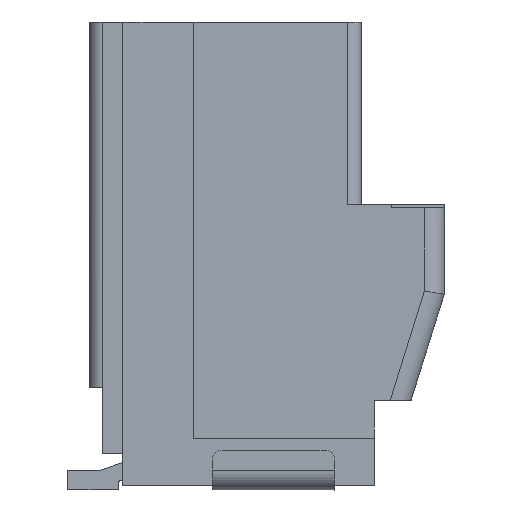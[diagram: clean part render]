
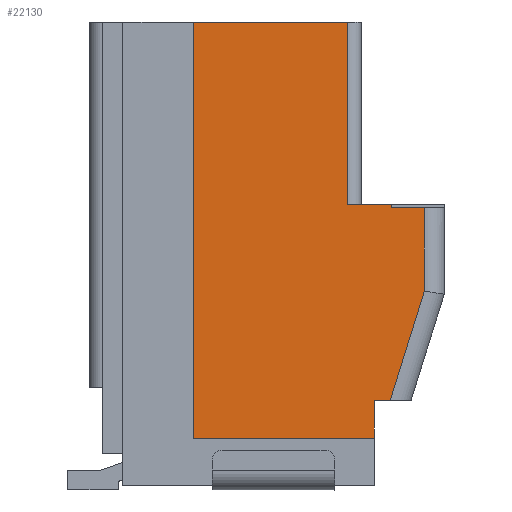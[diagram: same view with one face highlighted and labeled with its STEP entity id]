
A CAD part, front view. The second image highlights one B-rep face of the part: STEP entity #22130.
In plain terms, the highlighted planar face has unit normal (0, -1, 0).
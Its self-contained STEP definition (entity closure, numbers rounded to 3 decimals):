
#1230=CARTESIAN_POINT('',(-35.033,-16.715,
130.765));
#1240=VERTEX_POINT('',#1230);
#1290=CARTESIAN_POINT('',(-35.033,-16.715,
127.215));
#1300=DIRECTION('',(0.,0.,1.));
#1310=VECTOR('',#1300,1.);
#1320=LINE('',#1290,#1310);
#1330=CARTESIAN_POINT('',(-35.033,-16.715,
124.495));
#1340=VERTEX_POINT('',#1330);
#1350=EDGE_CURVE('',#1340,#1240,#1320,.T.);
#13290=CARTESIAN_POINT('',(-31.553,-16.715,
125.065));
#13300=DIRECTION('',(0.,-1.,0.));
#13310=DIRECTION('',(0.,0.,1.));
#13320=AXIS2_PLACEMENT_3D('',#13290,#13300,#13310);
#13330=PLANE('',#13320);
#13620=CARTESIAN_POINT('',(-31.553,-16.715,
126.711));
#13630=VERTEX_POINT('',#13620);
#13660=CARTESIAN_POINT('',(-31.553,-16.715,
127.215));
#13670=DIRECTION('',(0.,0.,-1.));
#13680=VECTOR('',#13670,1.);
#13690=LINE('',#13660,#13680);
#13700=CARTESIAN_POINT('',(-31.553,-16.715,
127.965));
#13710=VERTEX_POINT('',#13700);
#13720=EDGE_CURVE('',#13710,#13630,#13690,.T.);
#13950=CARTESIAN_POINT('',(-32.067,-16.715,
125.065));
#13960=VERTEX_POINT('',#13950);
#14010=CARTESIAN_POINT('',(-31.395,-16.715,
127.215));
#14020=DIRECTION('',(0.298,0.,
0.954));
#14030=VECTOR('',#14020,1.);
#14040=LINE('',#14010,#14030);
#14050=EDGE_CURVE('',#13960,#13630,#14040,.T.);
#15800=CARTESIAN_POINT('',(-34.264,-16.715,
127.965));
#15810=DIRECTION('',(-1.,0.,0.));
#15820=VECTOR('',#15810,1.);
#15830=LINE('',#15800,#15820);
#15840=CARTESIAN_POINT('',(-32.053,-16.715,
127.965));
#15850=VERTEX_POINT('',#15840);
#15860=EDGE_CURVE('',#13710,#15850,#15830,.T.);
#16140=CARTESIAN_POINT('',(-32.053,-16.715,
128.015));
#16150=VERTEX_POINT('',#16140);
#16270=CARTESIAN_POINT('',(-32.053,-16.715,
127.215));
#16280=DIRECTION('',(0.,0.,-1.));
#16290=VECTOR('',#16280,1.);
#16300=LINE('',#16270,#16290);
#16310=EDGE_CURVE('',#16150,#15850,#16300,.T.);
#17760=CARTESIAN_POINT('',(-32.703,-16.715,
128.015));
#17770=VERTEX_POINT('',#17760);
#17820=CARTESIAN_POINT('',(-32.703,-16.715,
127.215));
#17830=DIRECTION('',(0.,0.,1.));
#17840=VECTOR('',#17830,1.);
#17850=LINE('',#17820,#17840);
#17860=CARTESIAN_POINT('',(-32.703,-16.715,
130.765));
#17870=VERTEX_POINT('',#17860);
#17880=EDGE_CURVE('',#17770,#17870,#17850,.T.);
#19520=CARTESIAN_POINT('',(-34.264,-16.715,
124.495));
#19530=DIRECTION('',(-1.,0.,0.));
#19540=VECTOR('',#19530,1.);
#19550=LINE('',#19520,#19540);
#19560=CARTESIAN_POINT('',(-32.303,-16.715,
124.495));
#19570=VERTEX_POINT('',#19560);
#19580=EDGE_CURVE('',#19570,#1340,#19550,.T.);
#21780=ORIENTED_EDGE('',*,*,#1350,.F.);
#21790=CARTESIAN_POINT('',(-34.264,-16.715,
130.765));
#21800=DIRECTION('',(-1.,0.,0.));
#21810=VECTOR('',#21800,1.);
#21820=LINE('',#21790,#21810);
#21830=EDGE_CURVE('',#17870,#1240,#21820,.T.);
#21840=ORIENTED_EDGE('',*,*,#21830,.T.);
#21850=ORIENTED_EDGE('',*,*,#17880,.T.);
#21860=CARTESIAN_POINT('',(-34.264,-16.715,
128.015));
#21870=DIRECTION('',(-1.,0.,0.));
#21880=VECTOR('',#21870,1.);
#21890=LINE('',#21860,#21880);
#21900=EDGE_CURVE('',#16150,#17770,#21890,.T.);
#21910=ORIENTED_EDGE('',*,*,#21900,.T.);
#21920=ORIENTED_EDGE('',*,*,#16310,.F.);
#21930=ORIENTED_EDGE('',*,*,#15860,.T.);
#21940=ORIENTED_EDGE('',*,*,#13720,.F.);
#21950=ORIENTED_EDGE('',*,*,#14050,.T.);
#21960=CARTESIAN_POINT('',(-34.264,-16.715,
125.065));
#21970=DIRECTION('',(-1.,0.,0.));
#21980=VECTOR('',#21970,1.);
#21990=LINE('',#21960,#21980);
#22000=CARTESIAN_POINT('',(-32.303,-16.715,
125.065));
#22010=VERTEX_POINT('',#22000);
#22020=EDGE_CURVE('',#13960,#22010,#21990,.T.);
#22030=ORIENTED_EDGE('',*,*,#22020,.F.);
#22040=CARTESIAN_POINT('',(-32.303,-16.715,
127.215));
#22050=DIRECTION('',(0.,0.,1.));
#22060=VECTOR('',#22050,1.);
#22070=LINE('',#22040,#22060);
#22080=EDGE_CURVE('',#19570,#22010,#22070,.T.);
#22090=ORIENTED_EDGE('',*,*,#22080,.T.);
#22100=ORIENTED_EDGE('',*,*,#19580,.F.);
#22110=EDGE_LOOP('',(#22100,#22090,#22030,#21950,#21940,#21930,#21920,
#21910,#21850,#21840,#21780));
#22120=FACE_OUTER_BOUND('',#22110,.T.);
#22130=ADVANCED_FACE('',(#22120),#13330,.T.);
